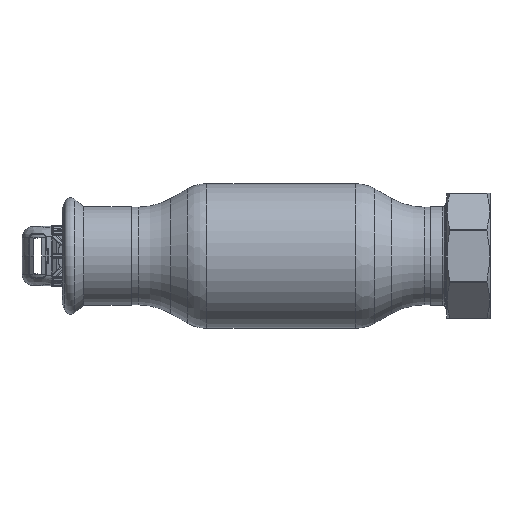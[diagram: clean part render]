
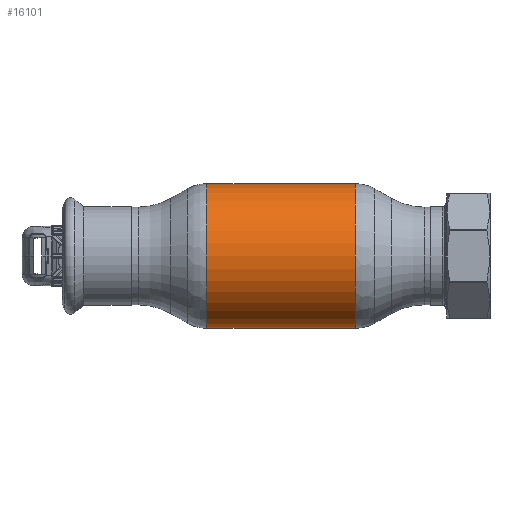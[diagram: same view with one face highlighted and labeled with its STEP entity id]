
A CAD part, front view. The second image highlights one B-rep face of the part: STEP entity #16101.
In plain terms, the highlighted cylindrical face has radius 33.34 mm (diameter 66.68 mm), a partial arc.
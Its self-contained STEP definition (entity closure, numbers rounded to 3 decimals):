
#1106 = ORIENTED_EDGE ( 'NONE', *, *, #60775, .F. ) ;
#1163 = VERTEX_POINT ( 'NONE', #62325 ) ;
#1736 = VERTEX_POINT ( 'NONE', #39110 ) ;
#4099 = CIRCLE ( 'NONE', #18048, 33.34 ) ;
#8621 = FACE_OUTER_BOUND ( 'NONE', #27728, .T. ) ;
#10103 = DIRECTION ( 'NONE',  ( 0., 0., 1. ) ) ;
#10462 = DIRECTION ( 'NONE',  ( 0., 0., 1. ) ) ;
#10944 = EDGE_CURVE ( 'NONE', #48808, #1736, #40759, .T. ) ;
#12907 = DIRECTION ( 'NONE',  ( -1., 0., 0. ) ) ;
#13183 = DIRECTION ( 'NONE',  ( 0., 0., 1. ) ) ;
#13404 = DIRECTION ( 'NONE',  ( -1., 0., 0. ) ) ;
#16101 = ADVANCED_FACE ( 'NONE', ( #8621 ), #44909, .T. ) ;
#18048 = AXIS2_PLACEMENT_3D ( 'NONE', #43777, #20235, #10103 ) ;
#20235 = DIRECTION ( 'NONE',  ( -1., 0., 0. ) ) ;
#23408 = AXIS2_PLACEMENT_3D ( 'NONE', #24736, #40875, #10462 ) ;
#24346 = CARTESIAN_POINT ( 'NONE',  ( 34.177, 0., 33.34 ) ) ;
#24736 = CARTESIAN_POINT ( 'NONE',  ( -62.69, 0., 0. ) ) ;
#27592 = VECTOR ( 'NONE', #12907, 1000. ) ;
#27728 = EDGE_LOOP ( 'NONE', ( #1106, #62302, #32992, #54871 ) ) ;
#32992 = ORIENTED_EDGE ( 'NONE', *, *, #10944, .T. ) ;
#35390 = VERTEX_POINT ( 'NONE', #49017 ) ;
#37260 = CARTESIAN_POINT ( 'NONE',  ( -62.69, 0., 33.34 ) ) ;
#37636 = CIRCLE ( 'NONE', #49313, 33.34 ) ;
#38793 = DIRECTION ( 'NONE',  ( -1., 0., 0. ) ) ;
#38992 = EDGE_CURVE ( 'NONE', #1163, #1736, #4099, .T. ) ;
#39110 = CARTESIAN_POINT ( 'NONE',  ( -34.177, 0., 33.34 ) ) ;
#40759 = LINE ( 'NONE', #37260, #27592 ) ;
#40875 = DIRECTION ( 'NONE',  ( -1., 0., 0. ) ) ;
#42180 = EDGE_CURVE ( 'NONE', #35390, #48808, #37636, .T. ) ;
#43777 = CARTESIAN_POINT ( 'NONE',  ( -34.177, 0., 0. ) ) ;
#44909 = CYLINDRICAL_SURFACE ( 'NONE', #23408, 33.34 ) ;
#48808 = VERTEX_POINT ( 'NONE', #24346 ) ;
#49017 = CARTESIAN_POINT ( 'NONE',  ( 34.177, 0., -33.34 ) ) ;
#49313 = AXIS2_PLACEMENT_3D ( 'NONE', #57806, #13404, #13183 ) ;
#50492 = LINE ( 'NONE', #63588, #61270 ) ;
#54871 = ORIENTED_EDGE ( 'NONE', *, *, #38992, .F. ) ;
#57806 = CARTESIAN_POINT ( 'NONE',  ( 34.177, 0., 0. ) ) ;
#60775 = EDGE_CURVE ( 'NONE', #35390, #1163, #50492, .T. ) ;
#61270 = VECTOR ( 'NONE', #38793, 1000. ) ;
#62302 = ORIENTED_EDGE ( 'NONE', *, *, #42180, .T. ) ;
#62325 = CARTESIAN_POINT ( 'NONE',  ( -34.177, 0., -33.34 ) ) ;
#63588 = CARTESIAN_POINT ( 'NONE',  ( -62.69, 0., -33.34 ) ) ;
